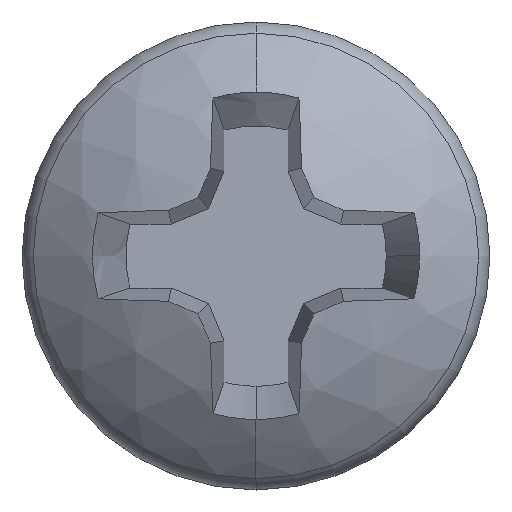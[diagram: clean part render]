
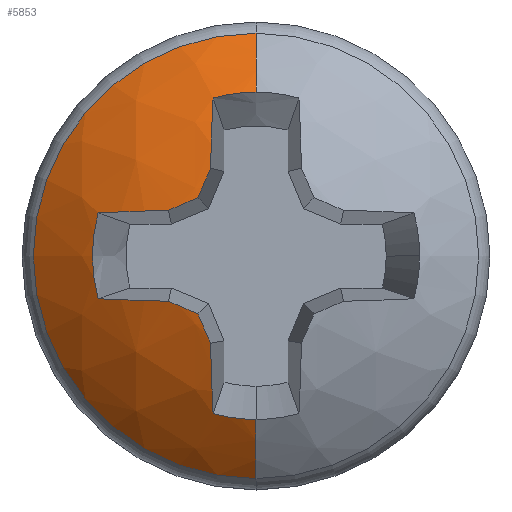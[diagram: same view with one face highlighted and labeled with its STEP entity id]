
A CAD part, top view. The second image highlights one B-rep face of the part: STEP entity #5853.
In plain terms, the highlighted spherical face has radius 2.778 mm.
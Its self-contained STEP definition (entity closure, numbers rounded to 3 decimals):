
#5 = DIRECTION ( 'NONE',  ( -1., 0., 0. ) ) ;
#123 = CIRCLE ( 'NONE', #6706, 2.774 ) ;
#213 = VERTEX_POINT ( 'NONE', #4701 ) ;
#267 = DIRECTION ( 'NONE',  ( 1., 0., 0. ) ) ;
#292 = EDGE_CURVE ( 'NONE', #1843, #2570, #2964, .T. ) ;
#317 = DIRECTION ( 'NONE',  ( 0., 0., -1. ) ) ;
#469 = EDGE_CURVE ( 'NONE', #1999, #4239, #6914, .T. ) ;
#552 = CARTESIAN_POINT ( 'NONE',  ( -0.379, 0.157, 8.886 ) ) ;
#594 = DIRECTION ( 'NONE',  ( 0., 0., 1. ) ) ;
#687 = EDGE_CURVE ( 'NONE', #213, #835, #2682, .T. ) ;
#727 = CARTESIAN_POINT ( 'NONE',  ( -1.35, -0.367, 11.322 ) ) ;
#773 = DIRECTION ( 'NONE',  ( 0.92, 0.381, 0.087 ) ) ;
#820 = ORIENTED_EDGE ( 'NONE', *, *, #469, .F. ) ;
#833 = DIRECTION ( 'NONE',  ( 0., -1., 0. ) ) ;
#835 = VERTEX_POINT ( 'NONE', #2976 ) ;
#848 = ORIENTED_EDGE ( 'NONE', *, *, #3137, .F. ) ;
#895 = ORIENTED_EDGE ( 'NONE', *, *, #292, .F. ) ;
#1038 = CARTESIAN_POINT ( 'NONE',  ( 0., 0., 11.322 ) ) ;
#1401 = CARTESIAN_POINT ( 'NONE',  ( 0., 0., 8.922 ) ) ;
#1420 = DIRECTION ( 'NONE',  ( 0., -0.996, 0.087 ) ) ;
#1439 = CARTESIAN_POINT ( 'NONE',  ( 0., 1.904, 10.945 ) ) ;
#1551 = EDGE_CURVE ( 'NONE', #5544, #213, #4013, .T. ) ;
#1559 = DIRECTION ( 'NONE',  ( 0.996, 0., 0.087 ) ) ;
#1666 = ORIENTED_EDGE ( 'NONE', *, *, #5712, .T. ) ;
#1738 = CIRCLE ( 'NONE', #3885, 1.399 ) ;
#1791 = ORIENTED_EDGE ( 'NONE', *, *, #1551, .F. ) ;
#1843 = VERTEX_POINT ( 'NONE', #2337 ) ;
#1862 = ORIENTED_EDGE ( 'NONE', *, *, #6014, .F. ) ;
#1871 = CIRCLE ( 'NONE', #6507, 2.747 ) ;
#1982 = EDGE_CURVE ( 'NONE', #7498, #3294, #4866, .T. ) ;
#1999 = VERTEX_POINT ( 'NONE', #6785 ) ;
#2055 = EDGE_CURVE ( 'NONE', #7498, #2631, #5322, .T. ) ;
#2095 = FACE_OUTER_BOUND ( 'NONE', #4128, .T. ) ;
#2167 = ORIENTED_EDGE ( 'NONE', *, *, #2055, .F. ) ;
#2195 = EDGE_CURVE ( 'NONE', #5597, #5086, #123, .T. ) ;
#2199 = CIRCLE ( 'NONE', #5491, 2.774 ) ;
#2222 = CARTESIAN_POINT ( 'NONE',  ( -0.367, 1.35, 11.322 ) ) ;
#2331 = CARTESIAN_POINT ( 'NONE',  ( -0.157, -0.379, 8.886 ) ) ;
#2337 = CARTESIAN_POINT ( 'NONE',  ( -0.748, -0.389, 11.569 ) ) ;
#2361 = CARTESIAN_POINT ( 'NONE',  ( -0.156, 0., 8.908 ) ) ;
#2414 = CARTESIAN_POINT ( 'NONE',  ( 0., 0., 11.322 ) ) ;
#2457 = CARTESIAN_POINT ( 'NONE',  ( -0.389, -0.748, 11.569 ) ) ;
#2459 = ORIENTED_EDGE ( 'NONE', *, *, #5250, .F. ) ;
#2570 = VERTEX_POINT ( 'NONE', #4725 ) ;
#2584 = CARTESIAN_POINT ( 'NONE',  ( 0., 0., 11.322 ) ) ;
#2631 = VERTEX_POINT ( 'NONE', #6498 ) ;
#2682 = CIRCLE ( 'NONE', #3506, 2.747 ) ;
#2718 = ORIENTED_EDGE ( 'NONE', *, *, #5911, .F. ) ;
#2743 = CIRCLE ( 'NONE', #6582, 2.774 ) ;
#2916 = VERTEX_POINT ( 'NONE', #3472 ) ;
#2928 = AXIS2_PLACEMENT_3D ( 'NONE', #6764, #267, #317 ) ;
#2964 = CIRCLE ( 'NONE', #6414, 2.747 ) ;
#2976 = CARTESIAN_POINT ( 'NONE',  ( -0.496, 0.496, 11.61 ) ) ;
#3012 = EDGE_CURVE ( 'NONE', #835, #2916, #1871, .T. ) ;
#3137 = EDGE_CURVE ( 'NONE', #2631, #5544, #5896, .T. ) ;
#3181 = CARTESIAN_POINT ( 'NONE',  ( 0., -1.399, 11.322 ) ) ;
#3294 = VERTEX_POINT ( 'NONE', #7313 ) ;
#3403 = DIRECTION ( 'NONE',  ( 0., 1., 0. ) ) ;
#3419 = CARTESIAN_POINT ( 'NONE',  ( -0.157, 0.379, 8.886 ) ) ;
#3468 = AXIS2_PLACEMENT_3D ( 'NONE', #4501, #5110, #5031 ) ;
#3472 = CARTESIAN_POINT ( 'NONE',  ( -0.748, 0.389, 11.569 ) ) ;
#3491 = ORIENTED_EDGE ( 'NONE', *, *, #687, .F. ) ;
#3506 = AXIS2_PLACEMENT_3D ( 'NONE', #552, #7557, #7163 ) ;
#3519 = CIRCLE ( 'NONE', #6016, 2.747 ) ;
#3523 = DIRECTION ( 'NONE',  ( 0.924, 0.383, 0. ) ) ;
#3582 = DIRECTION ( 'NONE',  ( 0.996, 0., 0.087 ) ) ;
#3616 = AXIS2_PLACEMENT_3D ( 'NONE', #2584, #7409, #5531 ) ;
#3631 = AXIS2_PLACEMENT_3D ( 'NONE', #1401, #6755, #5574 ) ;
#3824 = CARTESIAN_POINT ( 'NONE',  ( 0., 0., 10.945 ) ) ;
#3885 = AXIS2_PLACEMENT_3D ( 'NONE', #1038, #5751, #3403 ) ;
#4013 = CIRCLE ( 'NONE', #4519, 2.774 ) ;
#4128 = EDGE_LOOP ( 'NONE', ( #7447, #1666, #2718, #5903, #7025, #895, #1862, #820, #2459, #5866, #3491, #1791, #848, #2167 ) ) ;
#4137 = DIRECTION ( 'NONE',  ( 0., 0.996, 0.087 ) ) ;
#4155 = DIRECTION ( 'NONE',  ( 0.381, 0.92, 0.087 ) ) ;
#4239 = VERTEX_POINT ( 'NONE', #727 ) ;
#4390 = DIRECTION ( 'NONE',  ( 0., 0., 1. ) ) ;
#4501 = CARTESIAN_POINT ( 'NONE',  ( 0., 0., 8.922 ) ) ;
#4519 = AXIS2_PLACEMENT_3D ( 'NONE', #6835, #1559, #7558 ) ;
#4645 = DIRECTION ( 'NONE',  ( -0.924, 0.383, 0. ) ) ;
#4701 = CARTESIAN_POINT ( 'NONE',  ( -0.389, 0.748, 11.569 ) ) ;
#4725 = CARTESIAN_POINT ( 'NONE',  ( -0.496, -0.496, 11.61 ) ) ;
#4815 = AXIS2_PLACEMENT_3D ( 'NONE', #2414, #594, #5 ) ;
#4866 = CIRCLE ( 'NONE', #6371, 1.904 ) ;
#4928 = CARTESIAN_POINT ( 'NONE',  ( -0.367, -1.35, 11.322 ) ) ;
#4931 = SPHERICAL_SURFACE ( 'NONE', #3468, 2.778 ) ;
#5031 = DIRECTION ( 'NONE',  ( 0., 1., 0. ) ) ;
#5086 = VERTEX_POINT ( 'NONE', #4928 ) ;
#5110 = DIRECTION ( 'NONE',  ( -1., 0., 0. ) ) ;
#5250 = EDGE_CURVE ( 'NONE', #2916, #1999, #2199, .T. ) ;
#5322 = CIRCLE ( 'NONE', #2928, 2.778 ) ;
#5491 = AXIS2_PLACEMENT_3D ( 'NONE', #7398, #1420, #5595 ) ;
#5531 = DIRECTION ( 'NONE',  ( -1., 0., 0. ) ) ;
#5544 = VERTEX_POINT ( 'NONE', #2222 ) ;
#5574 = DIRECTION ( 'NONE',  ( 0., -1., 0. ) ) ;
#5595 = DIRECTION ( 'NONE',  ( 0., -0.087, -0.996 ) ) ;
#5597 = VERTEX_POINT ( 'NONE', #2457 ) ;
#5696 = EDGE_CURVE ( 'NONE', #2570, #5597, #3519, .T. ) ;
#5712 = EDGE_CURVE ( 'NONE', #3294, #6685, #6224, .T. ) ;
#5751 = DIRECTION ( 'NONE',  ( 0., 0., 1. ) ) ;
#5851 = CARTESIAN_POINT ( 'NONE',  ( 0., -0.156, 8.908 ) ) ;
#5853 = ADVANCED_FACE ( 'NONE', ( #2095 ), #4931, .T. ) ;
#5866 = ORIENTED_EDGE ( 'NONE', *, *, #3012, .F. ) ;
#5896 = CIRCLE ( 'NONE', #4815, 1.399 ) ;
#5903 = ORIENTED_EDGE ( 'NONE', *, *, #2195, .F. ) ;
#5911 = EDGE_CURVE ( 'NONE', #5086, #6685, #1738, .T. ) ;
#5953 = DIRECTION ( 'NONE',  ( 0., -0.087, 0.996 ) ) ;
#6014 = EDGE_CURVE ( 'NONE', #4239, #1843, #2743, .T. ) ;
#6016 = AXIS2_PLACEMENT_3D ( 'NONE', #6120, #773, #6171 ) ;
#6120 = CARTESIAN_POINT ( 'NONE',  ( -0.379, -0.157, 8.886 ) ) ;
#6171 = DIRECTION ( 'NONE',  ( -0.383, 0.924, 0. ) ) ;
#6224 = CIRCLE ( 'NONE', #3631, 2.778 ) ;
#6371 = AXIS2_PLACEMENT_3D ( 'NONE', #3824, #4390, #833 ) ;
#6414 = AXIS2_PLACEMENT_3D ( 'NONE', #2331, #4155, #4645 ) ;
#6498 = CARTESIAN_POINT ( 'NONE',  ( 0., 1.399, 11.322 ) ) ;
#6507 = AXIS2_PLACEMENT_3D ( 'NONE', #3419, #7654, #3523 ) ;
#6582 = AXIS2_PLACEMENT_3D ( 'NONE', #5851, #4137, #5953 ) ;
#6685 = VERTEX_POINT ( 'NONE', #3181 ) ;
#6706 = AXIS2_PLACEMENT_3D ( 'NONE', #2361, #3582, #7706 ) ;
#6755 = DIRECTION ( 'NONE',  ( -1., 0., 0. ) ) ;
#6764 = CARTESIAN_POINT ( 'NONE',  ( 0., 0., 8.922 ) ) ;
#6785 = CARTESIAN_POINT ( 'NONE',  ( -1.35, 0.367, 11.322 ) ) ;
#6835 = CARTESIAN_POINT ( 'NONE',  ( -0.156, 0., 8.908 ) ) ;
#6914 = CIRCLE ( 'NONE', #3616, 1.399 ) ;
#7025 = ORIENTED_EDGE ( 'NONE', *, *, #5696, .F. ) ;
#7163 = DIRECTION ( 'NONE',  ( 0.383, 0.924, 0. ) ) ;
#7313 = CARTESIAN_POINT ( 'NONE',  ( 0., -1.904, 10.945 ) ) ;
#7398 = CARTESIAN_POINT ( 'NONE',  ( 0., 0.156, 8.908 ) ) ;
#7409 = DIRECTION ( 'NONE',  ( 0., 0., 1. ) ) ;
#7447 = ORIENTED_EDGE ( 'NONE', *, *, #1982, .T. ) ;
#7498 = VERTEX_POINT ( 'NONE', #1439 ) ;
#7557 = DIRECTION ( 'NONE',  ( 0.92, -0.381, 0.087 ) ) ;
#7558 = DIRECTION ( 'NONE',  ( 0.087, 0., -0.996 ) ) ;
#7654 = DIRECTION ( 'NONE',  ( 0.381, -0.92, 0.087 ) ) ;
#7706 = DIRECTION ( 'NONE',  ( 0.087, 0., -0.996 ) ) ;
